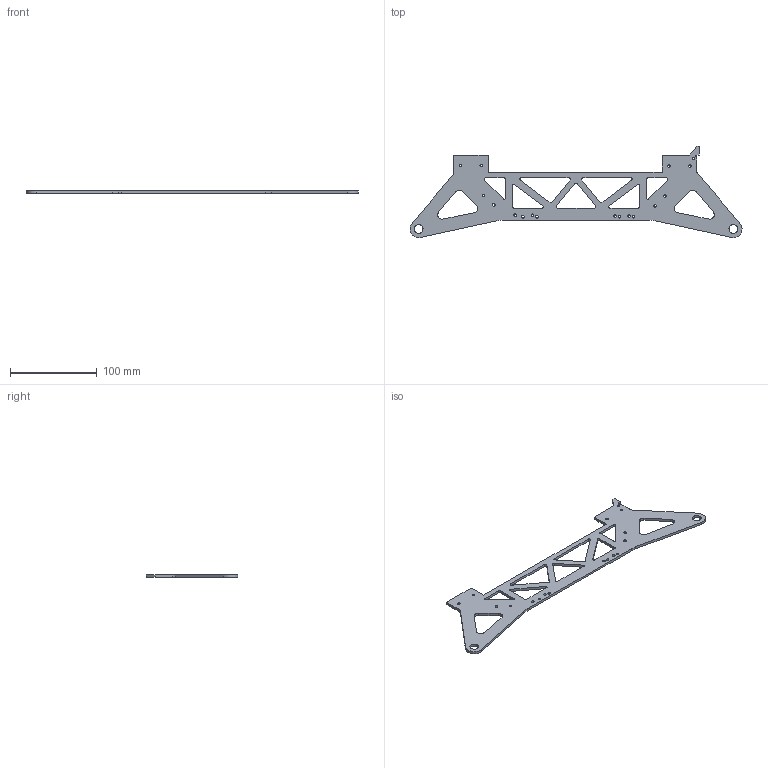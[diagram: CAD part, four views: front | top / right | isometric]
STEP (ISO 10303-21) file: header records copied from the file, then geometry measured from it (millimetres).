
FILE_DESCRIPTION (( 'STEP AP203' ), '1' );
FILE_NAME ('狟菁攫悵誘x2-抯啣.STEP', '2024-11-05T11:15:16', ( '' ), ( '' ), 'SwSTEP 2.0', 'SolidWorks 2020', '' );
FILE_SCHEMA (( 'CONFIG_CONTROL_DESIGN' ));
Length unit declared in the file: millimetre
Products named in the file (1): 狟菁攫悵誘x2-抯啣
Bounding box: 381.99 x 104.99 x 3 mm (x, y, z)
Volume: 46089.5 mm3; surface area: 37300.3 mm2
Topology: 1 solids, 1 shells, 127 faces, 382 edges, 257 vertices
Faces by surface type: cylinder 81, plane 46
Entity records: 4563 total; most frequent: DIRECTION 800, CARTESIAN_POINT 767, ORIENTED_EDGE 764, EDGE_CURVE 382, AXIS2_PLACEMENT_3D 290, VERTEX_POINT 257, LINE 220, VECTOR 220
